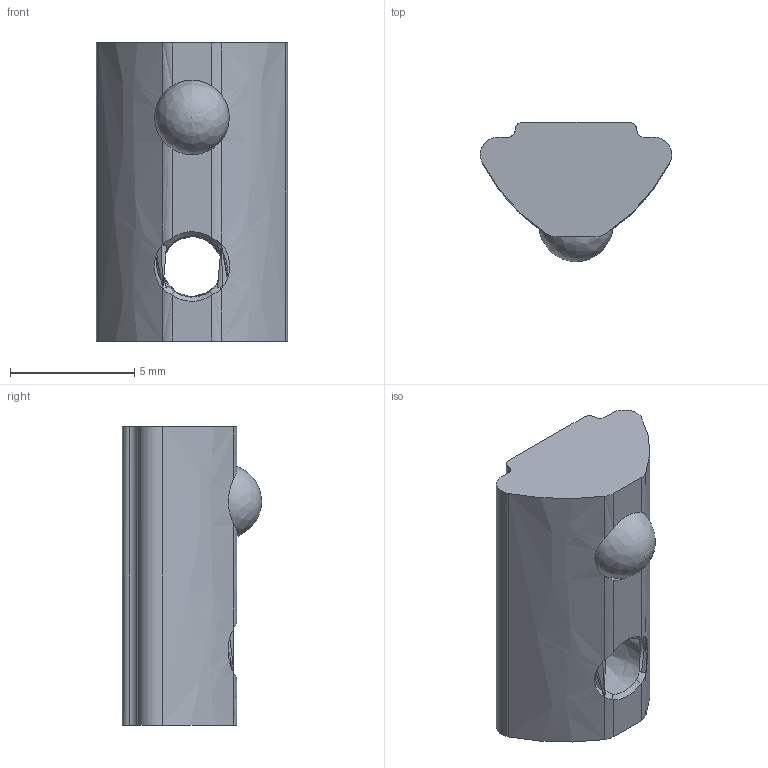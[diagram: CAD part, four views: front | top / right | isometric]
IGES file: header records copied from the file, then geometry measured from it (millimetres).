
Global section: file name: 211232; native system: Autodesk Inventor 2021; preprocessor: unknown; author: Mrówczyńska,,; organization: 11; date: 20220920.130637; units: millimetre
Bounding box: 7.7 x 5.6 x 12 mm (x, y, z)
Volume: 264.4 mm3; surface area: 382.7 mm2
Topology: 1 solids, 3 shells, 37 faces, 104 edges, 68 vertices
Faces by surface type: bspline 37
